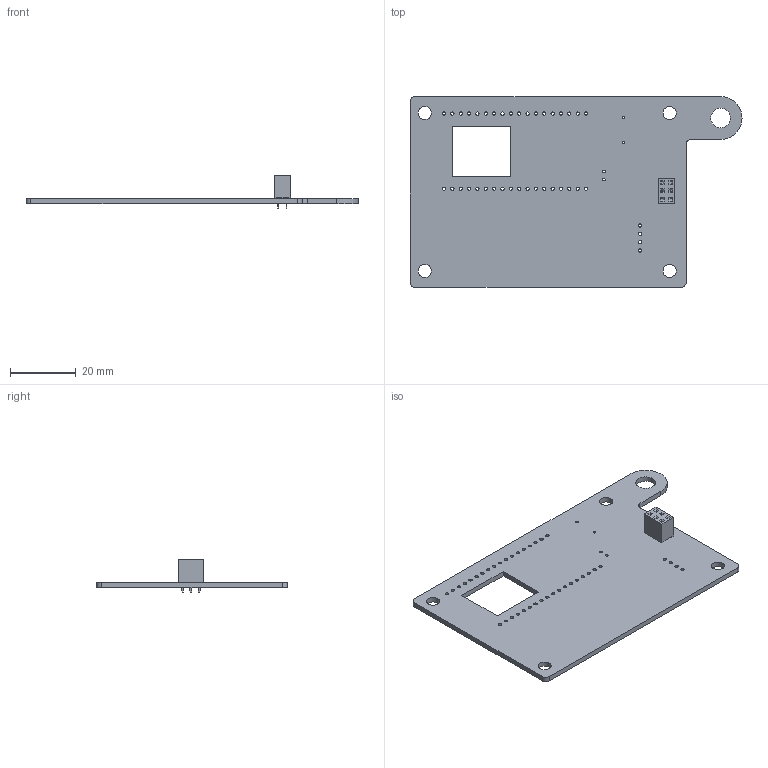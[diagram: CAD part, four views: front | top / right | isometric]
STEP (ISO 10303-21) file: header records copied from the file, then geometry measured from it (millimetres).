
FILE_DESCRIPTION(('KiCad electronic assembly'),'2;1');
FILE_NAME('DC33_Cnet_Badge_Main.step','2024-12-07T21:14:44',('Pcbnew'),( 'Kicad'),'Open CASCADE STEP processor 7.8','KiCad to STEP converter' ,'Unknown');
FILE_SCHEMA(('AUTOMOTIVE_DESIGN { 1 0 10303 214 1 1 1 1 }'));
Length unit declared in the file: millimetre
Products named in the file (4): DC33_Cnet_Badge_Main 1; PinSocket_2x03_P2.54mm_Vertical; PinSocket_2x03_P254mm_Vertical; DC33_Cnet_Badge_Main_PCB
Assembly tree (3 placements, depth 3):
  DC33_Cnet_Badge_Main 1
    PinSocket_2x03_P2.54mm_Vertical
      PinSocket_2x03_P254mm_Vertical
    DC33_Cnet_Badge_Main_PCB
Bounding box: 101 x 58 x 10.1 mm (x, y, z)
Volume: 7753.1 mm3; surface area: 10712 mm2
Topology: 2 solids, 2 shells, 268 faces, 714 edges, 468 vertices
Faces by surface type: plane 208, cylinder 60
Full cylindrical faces by diameter (mm): 0.762 x4, 1 x46, 4 x4, 6 x1
Entity records: 9916 total; most frequent: CARTESIAN_POINT 1454, ORIENTED_EDGE 1428, DIRECTION 1378, EDGE_CURVE 714, LINE 594, VECTOR 594, VERTEX_POINT 468, FACE_BOUND 398
